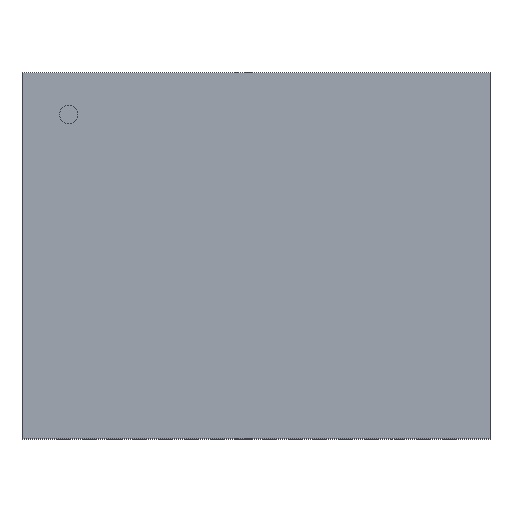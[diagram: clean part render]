
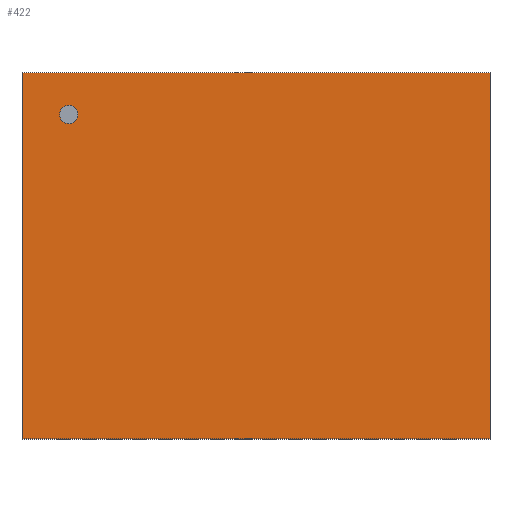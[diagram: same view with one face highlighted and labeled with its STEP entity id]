
A CAD part, top view. The second image highlights one B-rep face of the part: STEP entity #422.
In plain terms, the highlighted planar face has unit normal (0, 0, 1).
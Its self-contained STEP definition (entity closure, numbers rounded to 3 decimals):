
#301 = VERTEX_POINT('',#302);
#302 = CARTESIAN_POINT('',(4.547,-3.556,0.94));
#308 = EDGE_CURVE('',#309,#301,#311,.T.);
#309 = VERTEX_POINT('',#310);
#310 = CARTESIAN_POINT('',(-4.547,-3.556,0.94));
#311 = LINE('',#312,#313);
#312 = CARTESIAN_POINT('',(-4.547,-3.556,0.94));
#313 = VECTOR('',#314,1.);
#314 = DIRECTION('',(1.,0.,0.));
#339 = VERTEX_POINT('',#340);
#340 = CARTESIAN_POINT('',(4.547,3.556,0.94));
#346 = EDGE_CURVE('',#301,#339,#347,.T.);
#347 = LINE('',#348,#349);
#348 = CARTESIAN_POINT('',(4.547,-3.556,0.94));
#349 = VECTOR('',#350,1.);
#350 = DIRECTION('',(0.,1.,0.));
#370 = VERTEX_POINT('',#371);
#371 = CARTESIAN_POINT('',(-4.547,3.556,0.94));
#377 = EDGE_CURVE('',#339,#370,#378,.T.);
#378 = LINE('',#379,#380);
#379 = CARTESIAN_POINT('',(4.547,3.556,0.94));
#380 = VECTOR('',#381,1.);
#381 = DIRECTION('',(-1.,0.,0.));
#399 = EDGE_CURVE('',#370,#309,#400,.T.);
#400 = LINE('',#401,#402);
#401 = CARTESIAN_POINT('',(-4.547,3.556,0.94));
#402 = VECTOR('',#403,1.);
#403 = DIRECTION('',(0.,-1.,0.));
#422 = ADVANCED_FACE('',(#423),#429,.T.);
#423 = FACE_BOUND('',#424,.T.);
#424 = EDGE_LOOP('',(#425,#426,#427,#428));
#425 = ORIENTED_EDGE('',*,*,#308,.T.);
#426 = ORIENTED_EDGE('',*,*,#346,.T.);
#427 = ORIENTED_EDGE('',*,*,#377,.T.);
#428 = ORIENTED_EDGE('',*,*,#399,.T.);
#429 = PLANE('',#430);
#430 = AXIS2_PLACEMENT_3D('',#431,#432,#433);
#431 = CARTESIAN_POINT('',(-4.547,-3.556,0.94));
#432 = DIRECTION('',(0.,0.,1.));
#433 = DIRECTION('',(0.,1.,0.));
